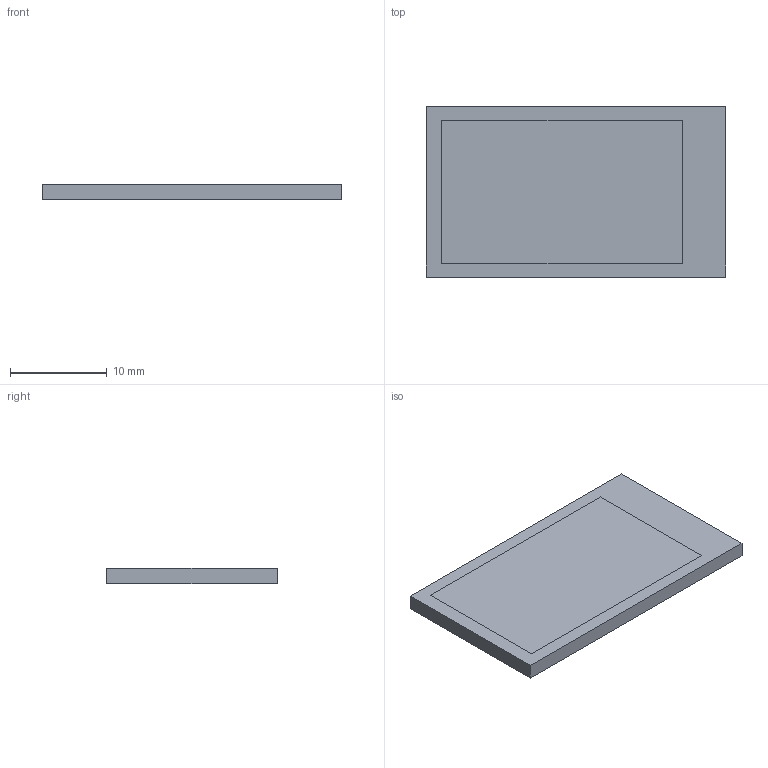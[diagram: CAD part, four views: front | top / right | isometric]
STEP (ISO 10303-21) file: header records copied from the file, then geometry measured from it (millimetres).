
FILE_DESCRIPTION(('FreeCAD Model'),'2;1');
FILE_NAME('IPS_ZJY114T-IG01.step','2021-04-25T13:17:26',('kicad StepUp'),( 'ksu MCAD'),'Open CASCADE STEP processor 7.3','FreeCAD','Unknown');
FILE_SCHEMA(('AUTOMOTIVE_DESIGN { 1 0 10303 214 1 1 1 1 }'));
Length unit declared in the file: millimetre
Products named in the file (1): IPS_ZJY114T-IG01
Bounding box: 31 x 17.6 x 1.6 mm (x, y, z)
Volume: 873 mm3; surface area: 1246.7 mm2
Topology: 1 solids, 1 shells, 8 faces, 20 edges, 16 vertices
Faces by surface type: plane 8
Entity records: 318 total; most frequent: CARTESIAN_POINT 45, ORIENTED_EDGE 40, DIRECTION 38, EDGE_CURVE 20, LINE 20, VECTOR 20, VERTEX_POINT 16, FACE_BOUND 10
